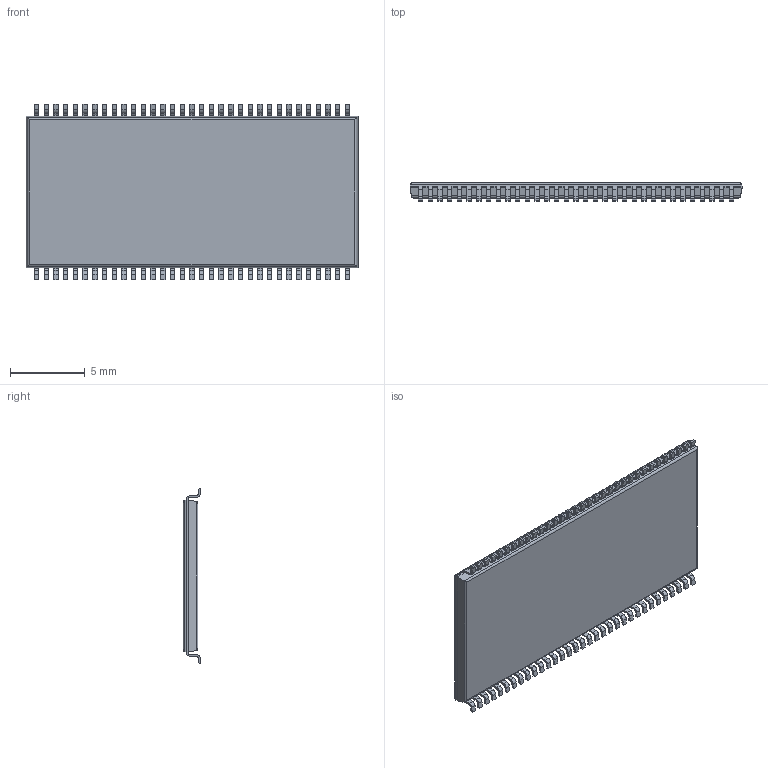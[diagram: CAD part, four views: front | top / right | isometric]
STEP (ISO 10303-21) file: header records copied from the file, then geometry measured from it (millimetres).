
FILE_DESCRIPTION (( 'STEP AP214' ), '1' );
FILE_NAME ('4ECF4783-D424-41C1-9A55-CD0B4D540AF3.STEP', '2007-05-17T07:36:22', ( 'sysAdmin' ), ( 'SolidWorks' ), 'SwSTEP 2.0', 'SolidWorks 2007', '' );
FILE_SCHEMA (( 'AUTOMOTIVE_DESIGN' ));
Length unit declared in the file: millimetre
Products named in the file (1): 4ECF4783-D424-41C1-9A55-CD0B4D540AF3
Bounding box: 22.22 x 1.2 x 11.76 mm (x, y, z)
Volume: 226.1 mm3; surface area: 581.9 mm2
Topology: 1 solids, 1 shells, 949 faces, 2558 edges, 1612 vertices
Faces by surface type: plane 675, cylinder 274
Entity records: 39693 total; most frequent: CARTESIAN_POINT 5144, ORIENTED_EDGE 5116, DIRECTION 4982, EDGE_CURVE 2558, VECTOR 2018, LINE 2018, VERTEX_POINT 1612, AXIS2_PLACEMENT_3D 1482
